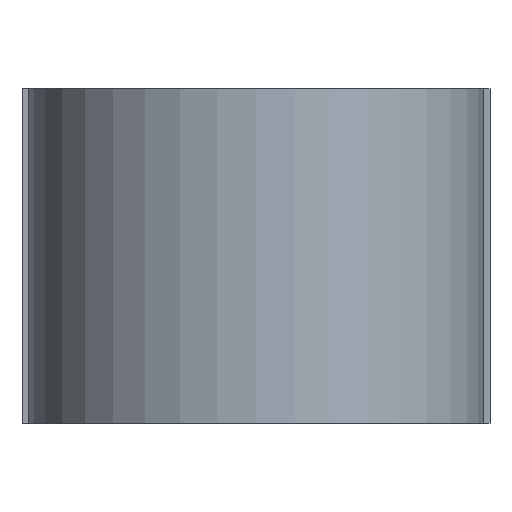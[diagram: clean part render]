
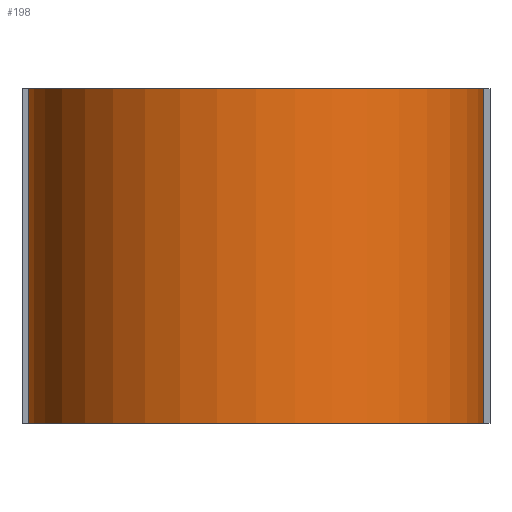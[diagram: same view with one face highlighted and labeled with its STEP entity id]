
A CAD part, left-side view. The second image highlights one B-rep face of the part: STEP entity #198.
In plain terms, the highlighted cylindrical face has radius 17 mm (diameter 34 mm), a partial arc.
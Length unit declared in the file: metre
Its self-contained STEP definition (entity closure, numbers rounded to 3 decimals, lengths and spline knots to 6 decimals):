
#14=CYLINDRICAL_SURFACE('',#230,0.017);
#30=LINE('',#340,#48);
#31=LINE('',#342,#49);
#48=VECTOR('',#280,1.);
#49=VECTOR('',#283,1.);
#88=ORIENTED_EDGE('',*,*,#110,.T.);
#89=ORIENTED_EDGE('',*,*,#126,.F.);
#90=ORIENTED_EDGE('',*,*,#117,.F.);
#91=ORIENTED_EDGE('',*,*,#127,.T.);
#110=EDGE_CURVE('',#137,#136,#150,.T.);
#117=EDGE_CURVE('',#143,#144,#154,.T.);
#126=EDGE_CURVE('',#144,#136,#30,.T.);
#127=EDGE_CURVE('',#143,#137,#31,.T.);
#136=VERTEX_POINT('',#306);
#137=VERTEX_POINT('',#308);
#143=VERTEX_POINT('',#321);
#144=VERTEX_POINT('',#323);
#150=CIRCLE('',#218,0.017);
#154=CIRCLE('',#223,0.017);
#166=EDGE_LOOP('',(#88,#89,#90,#91));
#180=FACE_BOUND('',#166,.T.);
#198=ADVANCED_FACE('',(#180),#14,.T.);
#218=AXIS2_PLACEMENT_3D('',#307,#246,#247);
#223=AXIS2_PLACEMENT_3D('',#322,#259,#260);
#230=AXIS2_PLACEMENT_3D('',#341,#281,#282);
#246=DIRECTION('',(0.,0.,1.));
#247=DIRECTION('',(1.,0.,0.));
#259=DIRECTION('',(0.,0.,1.));
#260=DIRECTION('',(1.,0.,0.));
#280=DIRECTION('',(0.,0.,-1.));
#281=DIRECTION('',(0.,0.,-1.));
#282=DIRECTION('',(-1.,0.,0.));
#283=DIRECTION('',(0.,0.,-1.));
#306=CARTESIAN_POINT('',(0.0102,-0.0136,0.));
#307=CARTESIAN_POINT('',(0.,0.,0.));
#308=CARTESIAN_POINT('',(0.0102,0.0136,0.));
#321=CARTESIAN_POINT('',(0.0102,0.0136,0.025));
#322=CARTESIAN_POINT('',(0.,0.,0.025));
#323=CARTESIAN_POINT('',(0.0102,-0.0136,0.025));
#340=CARTESIAN_POINT('',(0.0102,-0.0136,0.025));
#341=CARTESIAN_POINT('',(0.,0.,0.025));
#342=CARTESIAN_POINT('',(0.0102,0.0136,0.025));
